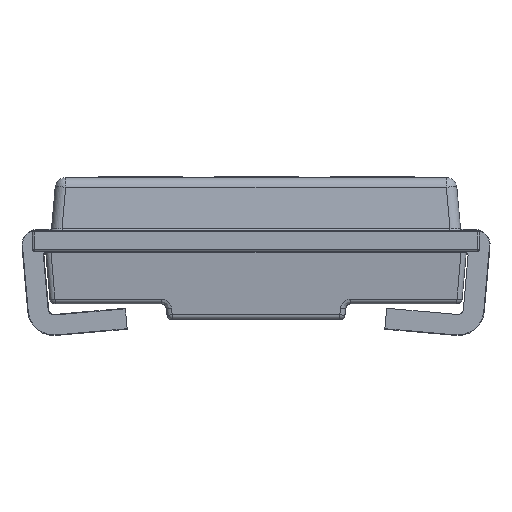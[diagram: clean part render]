
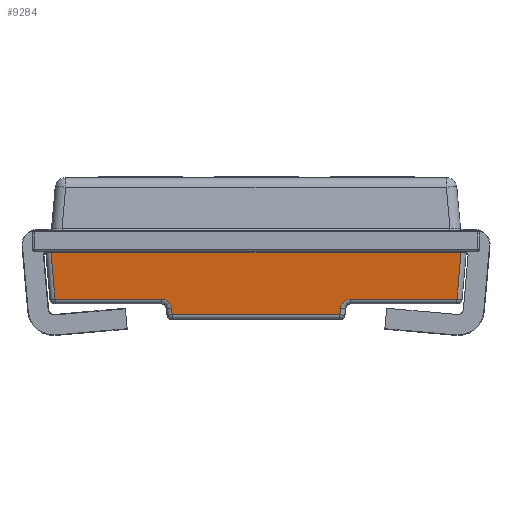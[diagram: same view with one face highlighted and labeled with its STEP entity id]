
A CAD part, left-side view. The second image highlights one B-rep face of the part: STEP entity #9284.
In plain terms, the highlighted planar face has unit normal (-0.996, 0, -0.087).
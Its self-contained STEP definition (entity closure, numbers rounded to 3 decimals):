
#767=PLANE('',#9915);
#1586=FACE_OUTER_BOUND('',#2170,.T.);
#2170=EDGE_LOOP('',(#7510,#7511,#7512,#7513,#7514,#7515,#7516,#7517,#7518,
#7519));
#2549=ELLIPSE('',#9916,0.1,0.1);
#2550=ELLIPSE('',#9917,0.1,0.1);
#2999=LINE('',#16567,#3744);
#3003=LINE('',#16576,#3748);
#3004=LINE('',#16580,#3749);
#3005=LINE('',#16582,#3750);
#3006=LINE('',#16586,#3751);
#3007=LINE('',#16588,#3752);
#3008=LINE('',#16590,#3753);
#3009=LINE('',#16593,#3754);
#3744=VECTOR('',#11605,3.898);
#3748=VECTOR('',#11613,0.444);
#3749=VECTOR('',#11618,0.444);
#3750=VECTOR('',#11619,1.008);
#3751=VECTOR('',#11622,0.059);
#3752=VECTOR('',#11623,1.595);
#3753=VECTOR('',#11624,0.059);
#3754=VECTOR('',#11627,1.008);
#4461=VERTEX_POINT('',#16449);
#4476=VERTEX_POINT('',#16561);
#4479=VERTEX_POINT('',#16575);
#4480=VERTEX_POINT('',#16579);
#4481=VERTEX_POINT('',#16581);
#4482=VERTEX_POINT('',#16583);
#4483=VERTEX_POINT('',#16585);
#4484=VERTEX_POINT('',#16587);
#4485=VERTEX_POINT('',#16589);
#4486=VERTEX_POINT('',#16591);
#5525=EDGE_CURVE('',#4461,#4476,#2999,.T.);
#5529=EDGE_CURVE('',#4476,#4479,#3003,.T.);
#5531=EDGE_CURVE('',#4480,#4461,#3004,.T.);
#5532=EDGE_CURVE('',#4481,#4480,#3005,.T.);
#5533=EDGE_CURVE('',#4482,#4481,#2549,.T.);
#5534=EDGE_CURVE('',#4483,#4482,#3006,.T.);
#5535=EDGE_CURVE('',#4484,#4483,#3007,.T.);
#5536=EDGE_CURVE('',#4485,#4484,#3008,.T.);
#5537=EDGE_CURVE('',#4486,#4485,#2550,.T.);
#5538=EDGE_CURVE('',#4479,#4486,#3009,.T.);
#7510=ORIENTED_EDGE('',*,*,#5525,.F.);
#7511=ORIENTED_EDGE('',*,*,#5531,.F.);
#7512=ORIENTED_EDGE('',*,*,#5532,.F.);
#7513=ORIENTED_EDGE('',*,*,#5533,.F.);
#7514=ORIENTED_EDGE('',*,*,#5534,.F.);
#7515=ORIENTED_EDGE('',*,*,#5535,.F.);
#7516=ORIENTED_EDGE('',*,*,#5536,.F.);
#7517=ORIENTED_EDGE('',*,*,#5537,.F.);
#7518=ORIENTED_EDGE('',*,*,#5538,.F.);
#7519=ORIENTED_EDGE('',*,*,#5529,.F.);
#9284=ADVANCED_FACE('',(#1586),#767,.T.);
#9915=AXIS2_PLACEMENT_3D('',#16578,#11616,#11617);
#9916=AXIS2_PLACEMENT_3D('',#16584,#11620,#11621);
#9917=AXIS2_PLACEMENT_3D('',#16592,#11625,#11626);
#11605=DIRECTION('',(0.,-1.,0.));
#11613=DIRECTION('',(0.087,0.087,-0.992));
#11616=DIRECTION('center_axis',(-0.996,0.,-0.087));
#11617=DIRECTION('ref_axis',(0.,1.,0.));
#11618=DIRECTION('',(-0.087,0.087,0.992));
#11619=DIRECTION('',(0.,1.,0.));
#11620=DIRECTION('center_axis',(-0.996,0.,-0.087));
#11621=DIRECTION('ref_axis',(-0.087,0.,0.996));
#11622=DIRECTION('',(-0.087,0.087,0.992));
#11623=DIRECTION('',(0.,1.,0.));
#11624=DIRECTION('',(0.087,0.087,-0.992));
#11625=DIRECTION('center_axis',(-0.996,0.,-0.087));
#11626=DIRECTION('ref_axis',(-0.087,0.,
0.996));
#11627=DIRECTION('',(0.,1.,0.));
#16449=CARTESIAN_POINT('',(-1.999,1.949,-0.214));
#16561=CARTESIAN_POINT('',(-1.999,-1.949,-0.214));
#16567=CARTESIAN_POINT('',(-1.999,1.,-0.214));
#16575=CARTESIAN_POINT('',(-1.96,-1.91,-0.654));
#16576=CARTESIAN_POINT('',(-1.985,-1.935,-0.368));
#16578=CARTESIAN_POINT('Origin',(-2.,2.,-0.2));
#16579=CARTESIAN_POINT('',(-1.96,1.91,-0.654));
#16580=CARTESIAN_POINT('',(-1.985,1.935,-0.368));
#16581=CARTESIAN_POINT('',(-1.96,0.902,-0.654));
#16582=CARTESIAN_POINT('',(-1.96,1.,-0.654));
#16583=CARTESIAN_POINT('',(-1.952,0.802,-0.746));
#16584=CARTESIAN_POINT('Origin',(-1.951,0.902,-0.754));
#16585=CARTESIAN_POINT('',(-1.947,0.797,-0.804));
#16586=CARTESIAN_POINT('',(-1.989,0.84,-0.321));
#16587=CARTESIAN_POINT('',(-1.947,-0.797,-0.804));
#16588=CARTESIAN_POINT('',(-1.947,1.,-0.804));
#16589=CARTESIAN_POINT('',(-1.952,-0.802,-0.746));
#16590=CARTESIAN_POINT('',(-1.989,-0.84,-0.321));
#16591=CARTESIAN_POINT('',(-1.96,-0.902,-0.654));
#16592=CARTESIAN_POINT('Origin',(-1.951,-0.902,-0.754));
#16593=CARTESIAN_POINT('',(-1.96,1.,-0.654));
